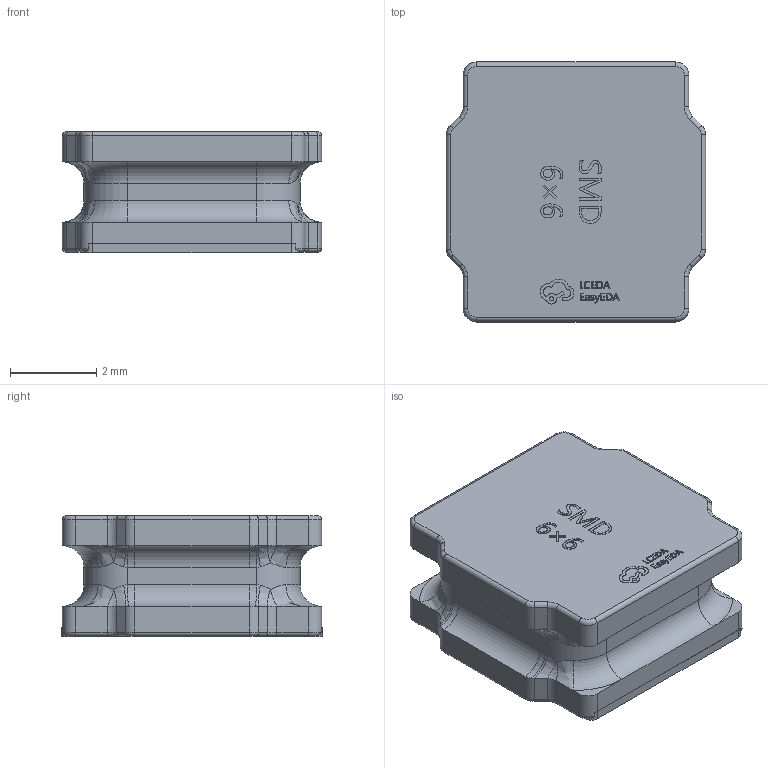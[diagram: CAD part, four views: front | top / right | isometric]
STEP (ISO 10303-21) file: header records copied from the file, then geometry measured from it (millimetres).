
FILE_DESCRIPTION (( 'STEP AP214' ), '1' );
FILE_NAME ('IND-SMD_L6.0-W6.0-H2.8.step', '2022-07-09T00:37:59', ( '' ), ( '' ), 'SwSTEP 2.0', 'SolidWorks 2020', '' );
FILE_SCHEMA (( 'AUTOMOTIVE_DESIGN' ));
Length unit declared in the file: millimetre
Products named in the file (1): IND-SMD_L6.0-W6.0-H2.8
Bounding box: 6 x 6.02 x 2.82 mm (x, y, z)
Volume: 83.2 mm3; surface area: 136 mm2
Topology: 1 solids, 1 shells, 562 faces, 1467 edges, 934 vertices
Faces by surface type: plane 270, bspline 198, cylinder 62, torus 32
Entity records: 27815 total; most frequent: CARTESIAN_POINT 9110, ORIENTED_EDGE 2918, DIRECTION 1989, EDGE_CURVE 1459, VERTEX_POINT 934, LINE 891, VECTOR 891, EDGE_LOOP 597
